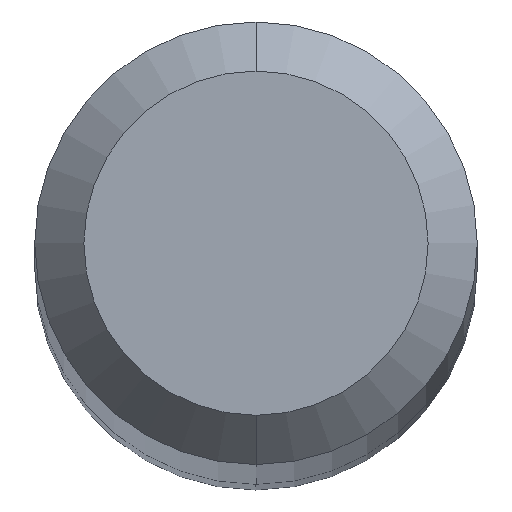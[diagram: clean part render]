
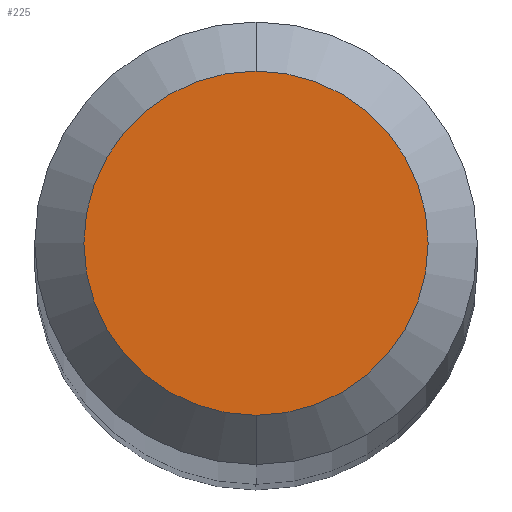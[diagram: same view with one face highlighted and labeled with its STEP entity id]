
A CAD part, top view. The second image highlights one B-rep face of the part: STEP entity #225.
In plain terms, the highlighted planar face has unit normal (0, 0, 1).
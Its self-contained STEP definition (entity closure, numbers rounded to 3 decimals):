
#25 = DIRECTION ( 'NONE',  ( 0., 0., -1. ) ) ;
#43 = ORIENTED_EDGE ( 'NONE', *, *, #246, .F. ) ;
#47 = AXIS2_PLACEMENT_3D ( 'NONE', #268, #302, #328 ) ;
#51 = AXIS2_PLACEMENT_3D ( 'NONE', #62, #144, #270 ) ;
#58 = FACE_OUTER_BOUND ( 'NONE', #284, .T. ) ;
#62 = CARTESIAN_POINT ( 'NONE',  ( 0., 0., 30. ) ) ;
#96 = ORIENTED_EDGE ( 'NONE', *, *, #105, .F. ) ;
#101 = CARTESIAN_POINT ( 'NONE',  ( 0., -0.35, 30. ) ) ;
#105 = EDGE_CURVE ( 'NONE', #228, #332, #244, .T. ) ;
#107 = CARTESIAN_POINT ( 'NONE',  ( 0., 0., 30. ) ) ;
#109 = AXIS2_PLACEMENT_3D ( 'NONE', #107, #25, #215 ) ;
#113 = CARTESIAN_POINT ( 'NONE',  ( 0., 0.35, 30. ) ) ;
#144 = DIRECTION ( 'NONE',  ( 0., 0., -1. ) ) ;
#212 = CIRCLE ( 'NONE', #51, 0.35 ) ;
#215 = DIRECTION ( 'NONE',  ( 0., 1., 0. ) ) ;
#225 = ADVANCED_FACE ( 'NONE', ( #58 ), #241, .F. ) ;
#228 = VERTEX_POINT ( 'NONE', #113 ) ;
#241 = PLANE ( 'NONE',  #47 ) ;
#244 = CIRCLE ( 'NONE', #109, 0.35 ) ;
#246 = EDGE_CURVE ( 'NONE', #332, #228, #212, .T. ) ;
#268 = CARTESIAN_POINT ( 'NONE',  ( 0., 0., 30. ) ) ;
#270 = DIRECTION ( 'NONE',  ( 0., 1., 0. ) ) ;
#284 = EDGE_LOOP ( 'NONE', ( #96, #43 ) ) ;
#302 = DIRECTION ( 'NONE',  ( 0., 0., -1. ) ) ;
#328 = DIRECTION ( 'NONE',  ( 0., 1., 0. ) ) ;
#332 = VERTEX_POINT ( 'NONE', #101 ) ;
